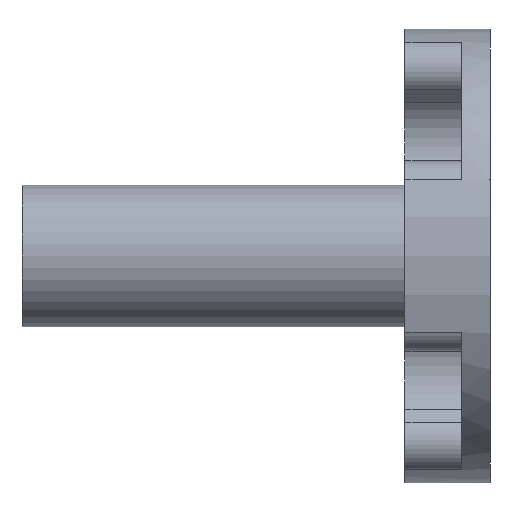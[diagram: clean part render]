
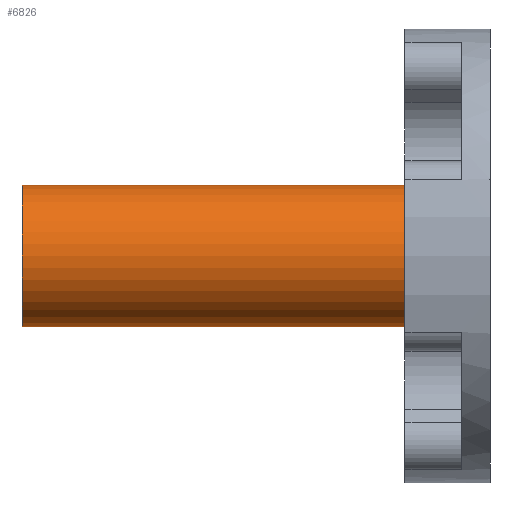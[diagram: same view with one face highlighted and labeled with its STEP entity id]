
A CAD part, left-side view. The second image highlights one B-rep face of the part: STEP entity #6826.
In plain terms, the highlighted cylindrical face has radius 5 mm (diameter 10 mm), a partial arc.
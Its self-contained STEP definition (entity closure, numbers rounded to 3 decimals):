
#764 = AXIS2_PLACEMENT_3D ( 'NONE', #5067, #13944, #4868 ) ;
#1001 = CARTESIAN_POINT ( 'NONE',  ( 0., 33., -5. ) ) ;
#1150 = DIRECTION ( 'NONE',  ( 0., -1., 0. ) ) ;
#1881 = VERTEX_POINT ( 'NONE', #15792 ) ;
#3257 = ORIENTED_EDGE ( 'NONE', *, *, #15634, .F. ) ;
#3749 = FACE_OUTER_BOUND ( 'NONE', #17603, .T. ) ;
#4404 = CARTESIAN_POINT ( 'NONE',  ( 0., 33., -5. ) ) ;
#4444 = CIRCLE ( 'NONE', #18350, 5. ) ;
#4779 = EDGE_CURVE ( 'NONE', #19141, #7385, #6148, .T. ) ;
#4868 = DIRECTION ( 'NONE',  ( 0., 0., 1. ) ) ;
#5067 = CARTESIAN_POINT ( 'NONE',  ( 0., 6., 0. ) ) ;
#5475 = AXIS2_PLACEMENT_3D ( 'NONE', #8197, #16034, #6937 ) ;
#5951 = ORIENTED_EDGE ( 'NONE', *, *, #4779, .T. ) ;
#6148 = LINE ( 'NONE', #1001, #8542 ) ;
#6580 = EDGE_CURVE ( 'NONE', #19141, #1881, #4444, .T. ) ;
#6633 = EDGE_CURVE ( 'NONE', #7385, #16423, #15628, .T. ) ;
#6826 = ADVANCED_FACE ( 'NONE', ( #3749 ), #7545, .T. ) ;
#6937 = DIRECTION ( 'NONE',  ( 0., 0., -1. ) ) ;
#7385 = VERTEX_POINT ( 'NONE', #9565 ) ;
#7545 = CYLINDRICAL_SURFACE ( 'NONE', #5475, 5. ) ;
#8197 = CARTESIAN_POINT ( 'NONE',  ( 0., 33., 0. ) ) ;
#8542 = VECTOR ( 'NONE', #8681, 1000. ) ;
#8681 = DIRECTION ( 'NONE',  ( 0., -1., 0. ) ) ;
#9565 = CARTESIAN_POINT ( 'NONE',  ( 0., 6., -5. ) ) ;
#10428 = ORIENTED_EDGE ( 'NONE', *, *, #6633, .T. ) ;
#10923 = DIRECTION ( 'NONE',  ( 0., 1., 0. ) ) ;
#11056 = DIRECTION ( 'NONE',  ( 0., 0., 1. ) ) ;
#11121 = CARTESIAN_POINT ( 'NONE',  ( 0., 33., 0. ) ) ;
#11926 = LINE ( 'NONE', #19418, #13814 ) ;
#13814 = VECTOR ( 'NONE', #1150, 1000. ) ;
#13944 = DIRECTION ( 'NONE',  ( 0., 1., 0. ) ) ;
#15628 = CIRCLE ( 'NONE', #764, 5. ) ;
#15634 = EDGE_CURVE ( 'NONE', #1881, #16423, #11926, .T. ) ;
#15792 = CARTESIAN_POINT ( 'NONE',  ( 0., 33., 5. ) ) ;
#16034 = DIRECTION ( 'NONE',  ( 0., -1., 0. ) ) ;
#16423 = VERTEX_POINT ( 'NONE', #16472 ) ;
#16472 = CARTESIAN_POINT ( 'NONE',  ( 0., 6., 5. ) ) ;
#17603 = EDGE_LOOP ( 'NONE', ( #3257, #17853, #5951, #10428 ) ) ;
#17853 = ORIENTED_EDGE ( 'NONE', *, *, #6580, .F. ) ;
#18350 = AXIS2_PLACEMENT_3D ( 'NONE', #11121, #10923, #11056 ) ;
#19141 = VERTEX_POINT ( 'NONE', #4404 ) ;
#19418 = CARTESIAN_POINT ( 'NONE',  ( 0., 33., 5. ) ) ;
